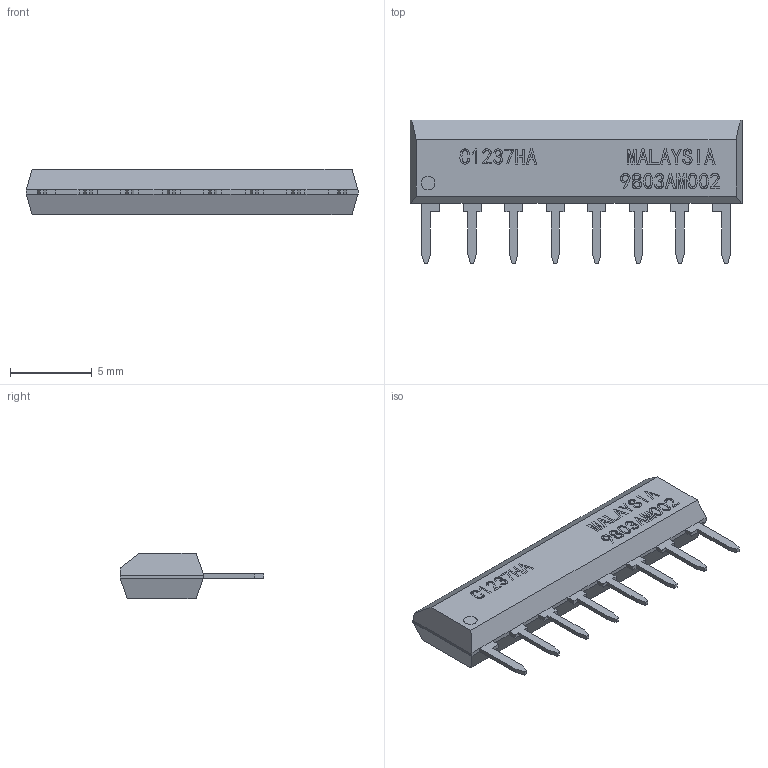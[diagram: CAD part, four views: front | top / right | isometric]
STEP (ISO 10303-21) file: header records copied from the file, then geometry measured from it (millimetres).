
FILE_DESCRIPTION (( 'STEP AP214' ), '1' );
FILE_NAME ('UPC1237HA.STEP', '2012-08-25T15:10:54', ( '' ), ( '' ), 'SwSTEP 2.0', 'SolidWorks 2012', '' );
FILE_SCHEMA (( 'AUTOMOTIVE_DESIGN' ));
Length unit declared in the file: millimetre
Products named in the file (1): UPC1237HA
Bounding box: 20.28 x 8.78 x 2.8 mm (x, y, z)
Volume: 260.4 mm3; surface area: 351.9 mm2
Topology: 1 solids, 1 shells, 149 faces, 518 edges, 407 vertices
Faces by surface type: plane 149
Entity records: 8083 total; most frequent: CARTESIAN_POINT 2874, ORIENTED_EDGE 1036, DIRECTION 758, EDGE_CURVE 518, LINE 454, VECTOR 454, VERTEX_POINT 407, EDGE_LOOP 185
